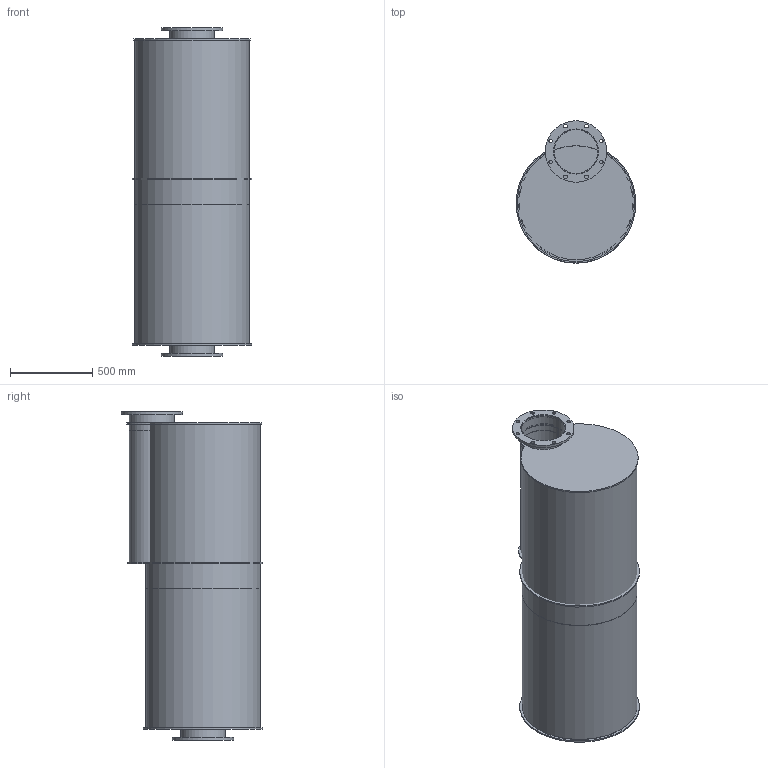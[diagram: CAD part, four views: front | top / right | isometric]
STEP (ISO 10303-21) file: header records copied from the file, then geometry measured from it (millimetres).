
FILE_DESCRIPTION(/* description */ (''),/* implementation_level */ '2;1');
FILE_NAME(/* name */ 'Sdad 10.stp',/* time_stamp */ '2015-02-17T10:50:16+01:00',/* author */ ('Tekenkamer'),/* organization */ (''),/* preprocessor_version */ 'ST-DEVELOPER v15.6',/* originating_system */ 'Autodesk Inventor 2015',/* authorisation */ '');
FILE_SCHEMA (('AUTOMOTIVE_DESIGN { 1 0 10303 214 3 1 1 }'));
Length unit declared in the file: millimetre
Products named in the file (1): Sdad 10
Bounding box: 730 x 865.5 x 2000 mm (x, y, z)
Volume: 32323665 mm3; surface area: 17241697.8 mm2
Topology: 12 solids, 12 shells, 68 faces, 132 edges, 88 vertices
Faces by surface type: cylinder 44, plane 24
Full cylindrical faces by diameter (mm): 22 x16, 267 x4, 273 x4, 275 x5, 375 x2, 694 x2, 700 x2, 730 x1
Entity records: 1732 total; most frequent: DIRECTION 322, CARTESIAN_POINT 253, ORIENTED_EDGE 192, EDGE_LOOP 158, AXIS2_PLACEMENT_3D 157, EDGE_CURVE 96, FACE_BOUND 90, CIRCLE 88
